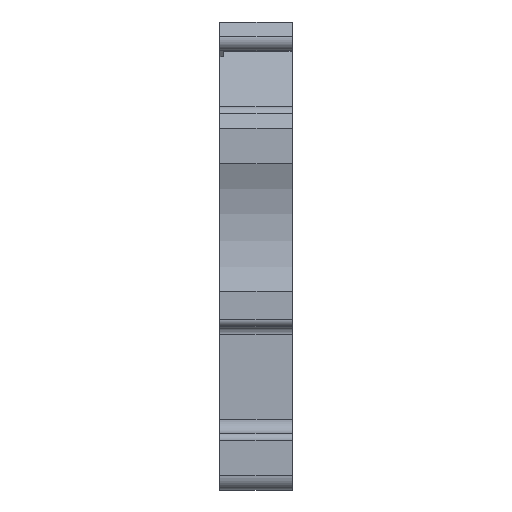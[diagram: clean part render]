
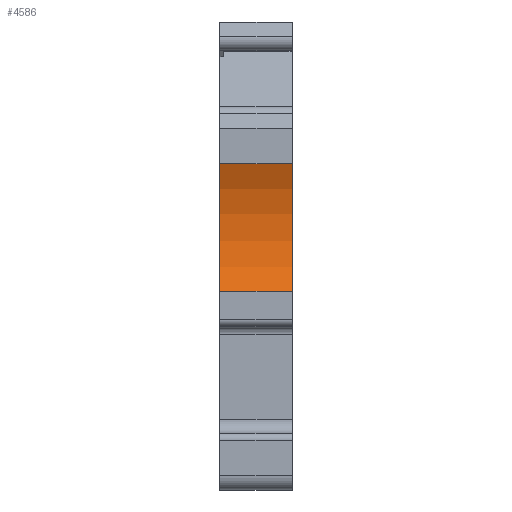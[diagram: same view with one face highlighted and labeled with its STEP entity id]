
A CAD part, left-side view. The second image highlights one B-rep face of the part: STEP entity #4586.
In plain terms, the highlighted cylindrical face has radius 10.625 mm (diameter 21.25 mm), a partial arc.
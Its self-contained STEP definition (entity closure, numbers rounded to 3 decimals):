
#46=CYLINDRICAL_SURFACE('',#4827,10.625);
#106=CIRCLE('',#4771,10.625);
#126=CIRCLE('',#4828,10.625);
#688=ORIENTED_EDGE('',*,*,#1348,.F.);
#689=ORIENTED_EDGE('',*,*,#1500,.T.);
#690=ORIENTED_EDGE('',*,*,#1501,.F.);
#691=ORIENTED_EDGE('',*,*,#1498,.F.);
#1348=EDGE_CURVE('',#1788,#1789,#106,.T.);
#1498=EDGE_CURVE('',#1789,#1902,#2258,.T.);
#1500=EDGE_CURVE('',#1788,#1903,#2260,.T.);
#1501=EDGE_CURVE('',#1902,#1903,#126,.T.);
#1788=VERTEX_POINT('',#6286);
#1789=VERTEX_POINT('',#6288);
#1902=VERTEX_POINT('',#6587);
#1903=VERTEX_POINT('',#6591);
#2258=LINE('',#6586,#2669);
#2260=LINE('',#6590,#2671);
#2669=VECTOR('',#5546,1000.);
#2671=VECTOR('',#5550,1000.);
#2885=EDGE_LOOP('',(#688,#689,#690,#691));
#3064=FACE_BOUND('',#2885,.T.);
#4586=ADVANCED_FACE('',(#3064),#46,.F.);
#4771=AXIS2_PLACEMENT_3D('',#6287,#5304,#5305);
#4827=AXIS2_PLACEMENT_3D('',#6589,#5548,#5549);
#4828=AXIS2_PLACEMENT_3D('',#6592,#5551,#5552);
#5304=DIRECTION('',(0.,-1.,0.));
#5305=DIRECTION('',(0.,0.,-1.));
#5546=DIRECTION('',(0.,-1.,0.));
#5548=DIRECTION('',(0.,-1.,0.));
#5549=DIRECTION('',(0.,0.,-1.));
#5550=DIRECTION('',(0.,-1.,0.));
#5551=DIRECTION('',(0.,1.,0.));
#5552=DIRECTION('',(-1.,0.,0.));
#6286=CARTESIAN_POINT('',(-41.5,0.,-2.5));
#6287=CARTESIAN_POINT('',(-51.125,0.,2.));
#6288=CARTESIAN_POINT('',(-41.5,0.,6.5));
#6586=CARTESIAN_POINT('',(-41.5,84.384,6.5));
#6587=CARTESIAN_POINT('',(-41.5,-5.08,6.5));
#6589=CARTESIAN_POINT('',(-51.125,84.384,2.));
#6590=CARTESIAN_POINT('',(-41.5,84.384,-2.5));
#6591=CARTESIAN_POINT('',(-41.5,-5.08,-2.5));
#6592=CARTESIAN_POINT('',(-51.125,-5.08,2.));
